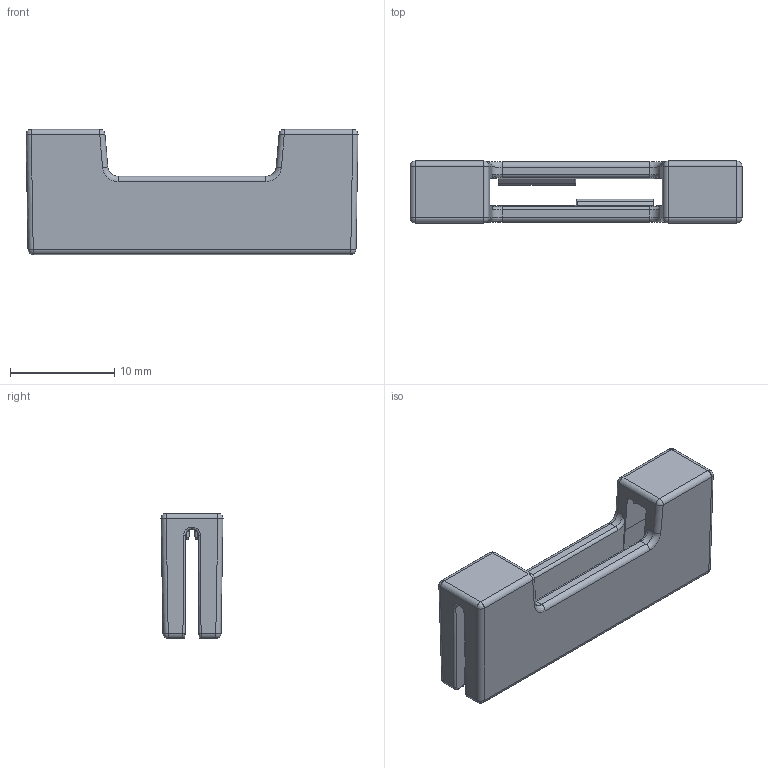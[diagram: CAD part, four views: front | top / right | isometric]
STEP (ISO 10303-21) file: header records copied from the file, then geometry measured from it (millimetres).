
FILE_DESCRIPTION(/* description */ (''),/* implementation_level */ '2;1');
FILE_NAME(/* name */ '276-4128.stp',/* time_stamp */ '2019-11-14T09:46:53-08:00',/* author */ ('Phillips Lenovo'),/* organization */ ('Autodesk Inc.'),/* preprocessor_version */ 'ST-DEVELOPER v18',/* originating_system */ 'Autodesk Inventor 2020',/* authorisation */ '');
FILE_SCHEMA (('AUTOMOTIVE_DESIGN { 1 0 10303 214 3 1 1 }'));
Length unit declared in the file: millimetre
Products named in the file (1): 276-4128
Bounding box: 31.85 x 5.95 x 12 mm (x, y, z)
Volume: 1053.5 mm3; surface area: 1567.6 mm2
Topology: 1 solids, 1 shells, 236 faces, 580 edges, 313 vertices
Faces by surface type: cylinder 98, plane 66, bspline 44, sphere 24, torus 4
Entity records: 7661 total; most frequent: CARTESIAN_POINT 2403, DIRECTION 1110, ORIENTED_EDGE 1096, EDGE_CURVE 548, AXIS2_PLACEMENT_3D 411, VERTEX_POINT 313, LINE 288, VECTOR 288
